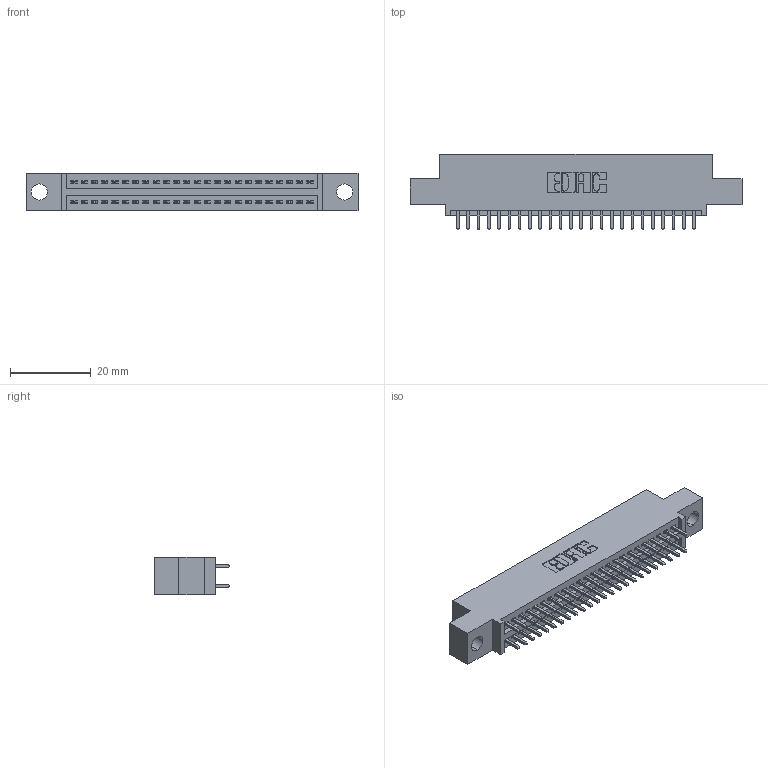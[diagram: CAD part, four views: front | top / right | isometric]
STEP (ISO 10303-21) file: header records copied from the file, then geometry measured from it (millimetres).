
FILE_DESCRIPTION (( 'STEP AP203' ), '1' );
FILE_NAME ('345-048-521-504.STEP', '2021-05-20T02:41:33', ( '' ), ( '' ), 'SwSTEP 2.0', 'SolidWorks 2020', '' );
FILE_SCHEMA (( 'CONFIG_CONTROL_DESIGN' ));
Length unit declared in the file: inch
Products named in the file (3): 345-292-001_345-293-121; 345 Part_0.110 Offset - 0.156 Dia-TI; 345-048-521-504
Assembly tree (49 placements, depth 2):
  345-048-521-504
    345 Part_0.110 Offset - 0.156 Dia-TI
    345-292-001_345-293-121  x48
Bounding box: 82.17 x 18.72 x 9.4 mm (x, y, z)
Volume: 7616 mm3; surface area: 10726 mm2
Topology: 49 solids, 49 shells, 2544 faces, 7541 edges, 4962 vertices
Faces by surface type: plane 1682, cylinder 862
Entity records: 21823 total; most frequent: CARTESIAN_POINT 3682, ORIENTED_EDGE 3614, DIRECTION 3267, EDGE_CURVE 1807, VECTOR 1579, LINE 1579, VERTEX_POINT 1202, AXIS2_PLACEMENT_3D 844
